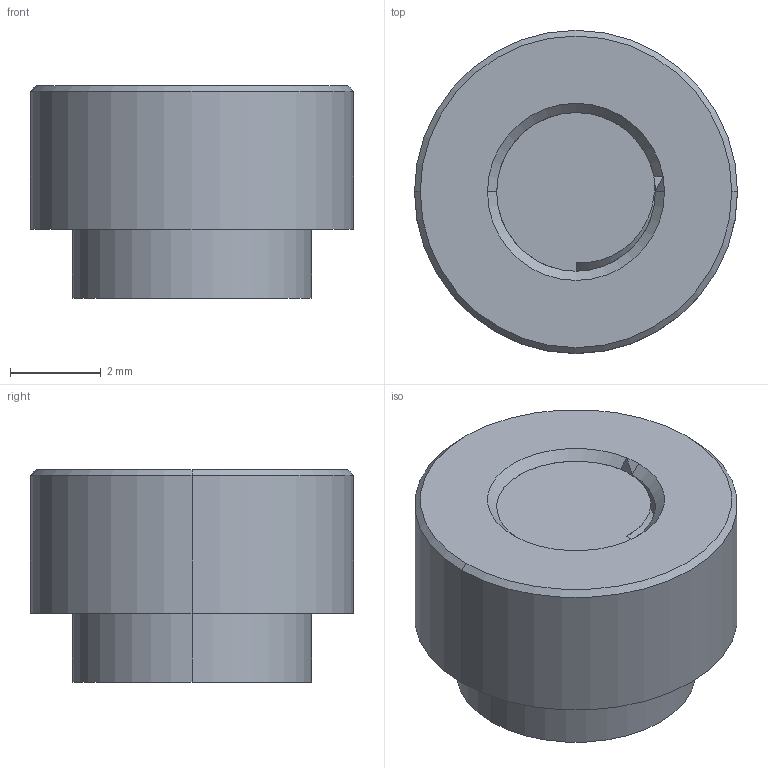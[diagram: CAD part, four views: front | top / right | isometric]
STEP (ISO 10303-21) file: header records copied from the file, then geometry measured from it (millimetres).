
FILE_DESCRIPTION(('FreeCAD Model'),'2;1');
FILE_NAME('Open CASCADE Shape Model','2022-01-04T21:20:57',( 'kicad StepUp'),('ksu MCAD'),'Open CASCADE STEP processor 7.5', 'FreeCAD','Unknown');
FILE_SCHEMA(('AUTOMOTIVE_DESIGN { 1 0 10303 214 1 1 1 1 }'));
Length unit declared in the file: millimetre
Products named in the file (1): keystone-PN4892
Bounding box: 7.14 x 7.14 x 4.7 mm (x, y, z)
Volume: 111 mm3; surface area: 220.6 mm2
Topology: 1 solids, 1 shells, 31 faces, 76 edges, 49 vertices
Faces by surface type: cylinder 16, plane 7, cone 6, bspline 2
Entity records: 1424 total; most frequent: CARTESIAN_POINT 719, ORIENTED_EDGE 150, DIRECTION 133, EDGE_CURVE 75, AXIS2_PLACEMENT_3D 52, VERTEX_POINT 47, FACE_BOUND 34, EDGE_LOOP 34
